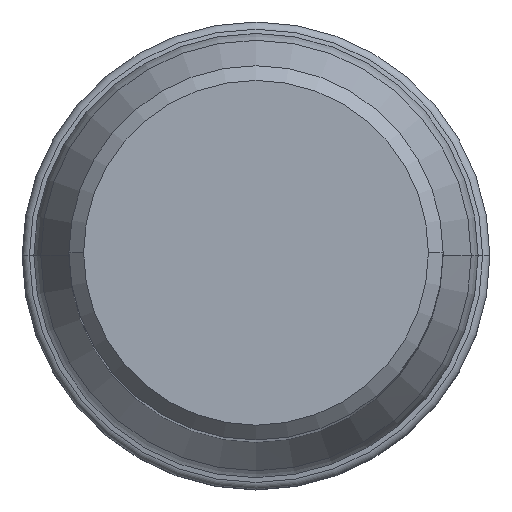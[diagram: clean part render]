
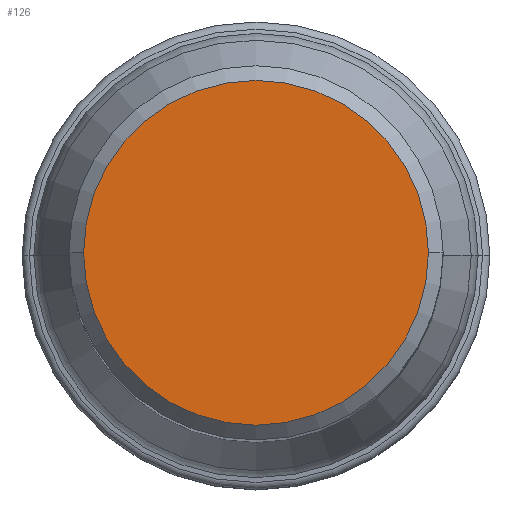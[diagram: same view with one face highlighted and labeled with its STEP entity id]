
A CAD part, top view. The second image highlights one B-rep face of the part: STEP entity #126.
In plain terms, the highlighted planar face has unit normal (0, 0, 1).
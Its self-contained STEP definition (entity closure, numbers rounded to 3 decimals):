
#30=PLANE('',#1221);
#126=ADVANCED_FACE('',(#217),#30,.F.);
#217=FACE_OUTER_BOUND('',#281,.T.);
#281=EDGE_LOOP('',(#469,#470,#471,#472));
#469=ORIENTED_EDGE('',*,*,#776,.F.);
#470=ORIENTED_EDGE('',*,*,#775,.F.);
#471=ORIENTED_EDGE('',*,*,#777,.F.);
#472=ORIENTED_EDGE('',*,*,#778,.F.);
#651=VERTEX_POINT('',#2495);
#652=VERTEX_POINT('',#2497);
#653=VERTEX_POINT('',#2499);
#654=VERTEX_POINT('',#2503);
#775=EDGE_CURVE('',#652,#653,#933,.T.);
#776=EDGE_CURVE('',#653,#651,#934,.T.);
#777=EDGE_CURVE('',#654,#652,#935,.T.);
#778=EDGE_CURVE('',#651,#654,#936,.T.);
#933=CIRCLE('',#1216,11.7);
#934=CIRCLE('',#1217,11.7);
#935=CIRCLE('',#1219,11.7);
#936=CIRCLE('',#1220,11.7);
#1216=AXIS2_PLACEMENT_3D('',#2498,#1454,#1455);
#1217=AXIS2_PLACEMENT_3D('',#2500,#1456,#1457);
#1219=AXIS2_PLACEMENT_3D('',#2502,#1460,#1461);
#1220=AXIS2_PLACEMENT_3D('',#2504,#1462,#1463);
#1221=AXIS2_PLACEMENT_3D('',#2505,#1464,#1465);
#1454=DIRECTION('',(0.,0.,-1.));
#1455=DIRECTION('',(-1.,0.,0.));
#1456=DIRECTION('',(0.,0.,-1.));
#1457=DIRECTION('',(0.,1.,0.));
#1460=DIRECTION('',(0.,0.,-1.));
#1461=DIRECTION('',(0.,-1.,0.));
#1462=DIRECTION('',(0.,0.,-1.));
#1463=DIRECTION('',(1.,0.,0.));
#1464=DIRECTION('',(0.,0.,-1.));
#1465=DIRECTION('',(1.,0.,0.));
#2495=CARTESIAN_POINT('',(11.7,0.,43.656));
#2497=CARTESIAN_POINT('',(-11.7,0.,43.656));
#2498=CARTESIAN_POINT('',(0.,0.,43.656));
#2499=CARTESIAN_POINT('',(0.,11.7,43.656));
#2500=CARTESIAN_POINT('',(0.,0.,43.656));
#2502=CARTESIAN_POINT('',(0.,0.,43.656));
#2503=CARTESIAN_POINT('',(0.,-11.7,43.656));
#2504=CARTESIAN_POINT('',(0.,0.,43.656));
#2505=CARTESIAN_POINT('',(0.,0.,43.656));
